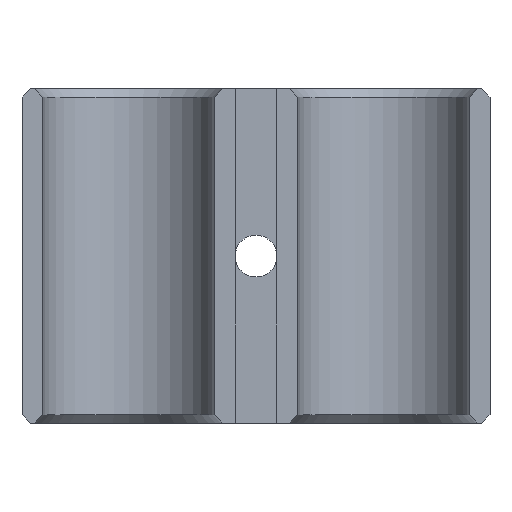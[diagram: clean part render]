
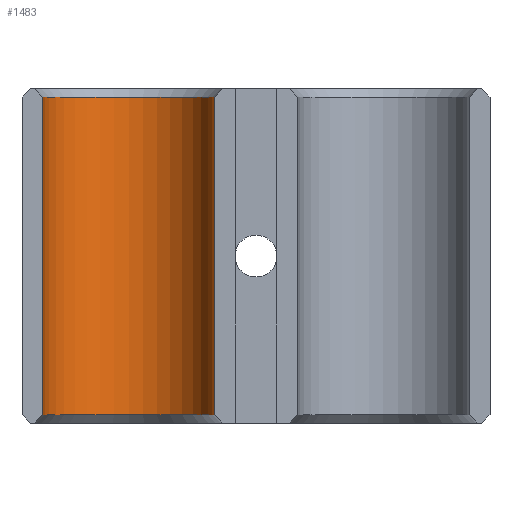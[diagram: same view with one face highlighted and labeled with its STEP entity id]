
A CAD part, top view. The second image highlights one B-rep face of the part: STEP entity #1483.
In plain terms, the highlighted cylindrical face has radius 10.25 mm (diameter 20.5 mm), a partial arc.
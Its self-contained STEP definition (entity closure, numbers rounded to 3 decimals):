
#101 = PLANE('',#102);
#102 = AXIS2_PLACEMENT_3D('',#103,#104,#105);
#103 = CARTESIAN_POINT('',(0.,0.,-13.25));
#104 = DIRECTION('',(0.,0.,-1.));
#105 = DIRECTION('',(1.,0.,0.));
#441 = VERTEX_POINT('',#442);
#442 = CARTESIAN_POINT('',(-25.488,19.,-13.25));
#457 = CONICAL_SURFACE('',#458,10.25,0.785);
#458 = AXIS2_PLACEMENT_3D('',#459,#460,#461);
#459 = CARTESIAN_POINT('',(-15.25,19.,-12.75));
#460 = DIRECTION('',(0.,1.,0.));
#461 = DIRECTION('',(-0.999,0.,
    -0.049));
#472 = EDGE_CURVE('',#473,#441,#475,.T.);
#473 = VERTEX_POINT('',#474);
#474 = CARTESIAN_POINT('',(-25.488,-19.,-13.25));
#475 = SURFACE_CURVE('',#476,(#480,#487),.PCURVE_S1.);
#476 = LINE('',#477,#478);
#477 = CARTESIAN_POINT('',(-25.488,20.,-13.25));
#478 = VECTOR('',#479,1.);
#479 = DIRECTION('',(0.,1.,0.));
#480 = PCURVE('',#101,#481);
#481 = DEFINITIONAL_REPRESENTATION('',(#482),#486);
#482 = LINE('',#483,#484);
#483 = CARTESIAN_POINT('',(-25.488,-20.));
#484 = VECTOR('',#485,1.);
#485 = DIRECTION('',(0.,-1.));
#486 = ( GEOMETRIC_REPRESENTATION_CONTEXT(2) 
PARAMETRIC_REPRESENTATION_CONTEXT() REPRESENTATION_CONTEXT('2D SPACE',''
  ) );
#487 = PCURVE('',#488,#493);
#488 = CYLINDRICAL_SURFACE('',#489,10.25);
#489 = AXIS2_PLACEMENT_3D('',#490,#491,#492);
#490 = CARTESIAN_POINT('',(-15.25,20.,-12.75));
#491 = DIRECTION('',(-0.,1.,-0.));
#492 = DIRECTION('',(1.,0.,0.));
#493 = DEFINITIONAL_REPRESENTATION('',(#494),#498);
#494 = LINE('',#495,#496);
#495 = CARTESIAN_POINT('',(-3.19,0.));
#496 = VECTOR('',#497,1.);
#497 = DIRECTION('',(-0.,1.));
#498 = ( GEOMETRIC_REPRESENTATION_CONTEXT(2) 
PARAMETRIC_REPRESENTATION_CONTEXT() REPRESENTATION_CONTEXT('2D SPACE',''
  ) );
#515 = CONICAL_SURFACE('',#516,10.25,0.785);
#516 = AXIS2_PLACEMENT_3D('',#517,#518,#519);
#517 = CARTESIAN_POINT('',(-15.25,-19.,-12.75));
#518 = DIRECTION('',(0.,-1.,0.));
#519 = DIRECTION('',(-0.999,0.,
    -0.049));
#932 = PLANE('',#933);
#933 = AXIS2_PLACEMENT_3D('',#934,#935,#936);
#934 = CARTESIAN_POINT('',(0.,0.,-13.25));
#935 = DIRECTION('',(0.,0.,-1.));
#936 = DIRECTION('',(1.,0.,0.));
#1436 = VERTEX_POINT('',#1437);
#1437 = CARTESIAN_POINT('',(-5.012,-19.,-13.25));
#1462 = EDGE_CURVE('',#473,#1436,#1463,.T.);
#1463 = SURFACE_CURVE('',#1464,(#1469,#1476),.PCURVE_S1.);
#1464 = CIRCLE('',#1465,10.25);
#1465 = AXIS2_PLACEMENT_3D('',#1466,#1467,#1468);
#1466 = CARTESIAN_POINT('',(-15.25,-19.,-12.75));
#1467 = DIRECTION('',(0.,-1.,0.));
#1468 = DIRECTION('',(-0.999,0.,
    -0.049));
#1469 = PCURVE('',#515,#1470);
#1470 = DEFINITIONAL_REPRESENTATION('',(#1471),#1475);
#1471 = LINE('',#1472,#1473);
#1472 = CARTESIAN_POINT('',(0.,-0.));
#1473 = VECTOR('',#1474,1.);
#1474 = DIRECTION('',(1.,-0.));
#1475 = ( GEOMETRIC_REPRESENTATION_CONTEXT(2) 
PARAMETRIC_REPRESENTATION_CONTEXT() REPRESENTATION_CONTEXT('2D SPACE',''
  ) );
#1476 = PCURVE('',#488,#1477);
#1477 = DEFINITIONAL_REPRESENTATION('',(#1478),#1482);
#1478 = LINE('',#1479,#1480);
#1479 = CARTESIAN_POINT('',(-3.19,-39.));
#1480 = VECTOR('',#1481,1.);
#1481 = DIRECTION('',(-1.,0.));
#1482 = ( GEOMETRIC_REPRESENTATION_CONTEXT(2) 
PARAMETRIC_REPRESENTATION_CONTEXT() REPRESENTATION_CONTEXT('2D SPACE',''
  ) );
#1483 = ADVANCED_FACE('',(#1484),#488,.F.);
#1484 = FACE_BOUND('',#1485,.T.);
#1485 = EDGE_LOOP('',(#1486,#1509,#1531,#1532));
#1486 = ORIENTED_EDGE('',*,*,#1487,.T.);
#1487 = EDGE_CURVE('',#1436,#1488,#1490,.T.);
#1488 = VERTEX_POINT('',#1489);
#1489 = CARTESIAN_POINT('',(-5.012,19.,-13.25));
#1490 = SURFACE_CURVE('',#1491,(#1495,#1502),.PCURVE_S1.);
#1491 = LINE('',#1492,#1493);
#1492 = CARTESIAN_POINT('',(-5.012,20.,-13.25));
#1493 = VECTOR('',#1494,1.);
#1494 = DIRECTION('',(0.,1.,0.));
#1495 = PCURVE('',#488,#1496);
#1496 = DEFINITIONAL_REPRESENTATION('',(#1497),#1501);
#1497 = LINE('',#1498,#1499);
#1498 = CARTESIAN_POINT('',(-6.234,0.));
#1499 = VECTOR('',#1500,1.);
#1500 = DIRECTION('',(-0.,1.));
#1501 = ( GEOMETRIC_REPRESENTATION_CONTEXT(2) 
PARAMETRIC_REPRESENTATION_CONTEXT() REPRESENTATION_CONTEXT('2D SPACE',''
  ) );
#1502 = PCURVE('',#932,#1503);
#1503 = DEFINITIONAL_REPRESENTATION('',(#1504),#1508);
#1504 = LINE('',#1505,#1506);
#1505 = CARTESIAN_POINT('',(-5.012,-20.));
#1506 = VECTOR('',#1507,1.);
#1507 = DIRECTION('',(0.,-1.));
#1508 = ( GEOMETRIC_REPRESENTATION_CONTEXT(2) 
PARAMETRIC_REPRESENTATION_CONTEXT() REPRESENTATION_CONTEXT('2D SPACE',''
  ) );
#1509 = ORIENTED_EDGE('',*,*,#1510,.F.);
#1510 = EDGE_CURVE('',#441,#1488,#1511,.T.);
#1511 = SURFACE_CURVE('',#1512,(#1517,#1524),.PCURVE_S1.);
#1512 = CIRCLE('',#1513,10.25);
#1513 = AXIS2_PLACEMENT_3D('',#1514,#1515,#1516);
#1514 = CARTESIAN_POINT('',(-15.25,19.,-12.75));
#1515 = DIRECTION('',(0.,-1.,0.));
#1516 = DIRECTION('',(-0.999,0.,
    -0.049));
#1517 = PCURVE('',#488,#1518);
#1518 = DEFINITIONAL_REPRESENTATION('',(#1519),#1523);
#1519 = LINE('',#1520,#1521);
#1520 = CARTESIAN_POINT('',(-3.19,-1.));
#1521 = VECTOR('',#1522,1.);
#1522 = DIRECTION('',(-1.,0.));
#1523 = ( GEOMETRIC_REPRESENTATION_CONTEXT(2) 
PARAMETRIC_REPRESENTATION_CONTEXT() REPRESENTATION_CONTEXT('2D SPACE',''
  ) );
#1524 = PCURVE('',#457,#1525);
#1525 = DEFINITIONAL_REPRESENTATION('',(#1526),#1530);
#1526 = LINE('',#1527,#1528);
#1527 = CARTESIAN_POINT('',(-0.,-0.));
#1528 = VECTOR('',#1529,1.);
#1529 = DIRECTION('',(-1.,-0.));
#1530 = ( GEOMETRIC_REPRESENTATION_CONTEXT(2) 
PARAMETRIC_REPRESENTATION_CONTEXT() REPRESENTATION_CONTEXT('2D SPACE',''
  ) );
#1531 = ORIENTED_EDGE('',*,*,#472,.F.);
#1532 = ORIENTED_EDGE('',*,*,#1462,.T.);
